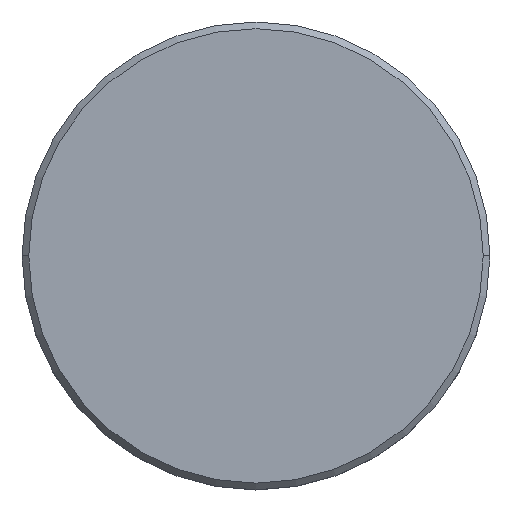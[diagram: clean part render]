
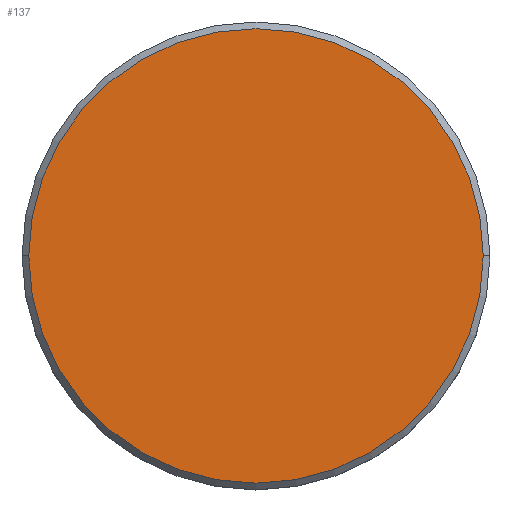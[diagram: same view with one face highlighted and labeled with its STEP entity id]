
A CAD part, top view. The second image highlights one B-rep face of the part: STEP entity #137.
In plain terms, the highlighted planar face has unit normal (0, 0, 1).
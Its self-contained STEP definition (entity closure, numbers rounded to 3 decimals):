
#5 = CARTESIAN_POINT ( 'NONE',  ( 17., 0., 0. ) ) ;
#92 = FACE_OUTER_BOUND ( 'NONE', #444, .T. ) ;
#137 = ADVANCED_FACE ( 'NONE', ( #92 ), #922, .T. ) ;
#141 = AXIS2_PLACEMENT_3D ( 'NONE', #305, #661, #1006 ) ;
#222 = DIRECTION ( 'NONE',  ( 0., 0., 1. ) ) ;
#305 = CARTESIAN_POINT ( 'NONE',  ( 0., 0., 0. ) ) ;
#322 = ORIENTED_EDGE ( 'NONE', *, *, #681, .T. ) ;
#419 = DIRECTION ( 'NONE',  ( 1., 0., 0. ) ) ;
#439 = VERTEX_POINT ( 'NONE', #5 ) ;
#444 = EDGE_LOOP ( 'NONE', ( #1089, #322 ) ) ;
#469 = AXIS2_PLACEMENT_3D ( 'NONE', #1038, #222, #419 ) ;
#634 = CARTESIAN_POINT ( 'NONE',  ( 0., 0., 0. ) ) ;
#646 = CIRCLE ( 'NONE', #469, 17. ) ;
#661 = DIRECTION ( 'NONE',  ( 0., 0., 1. ) ) ;
#668 = CIRCLE ( 'NONE', #141, 17. ) ;
#681 = EDGE_CURVE ( 'NONE', #439, #947, #646, .T. ) ;
#819 = DIRECTION ( 'NONE',  ( 0., 0., 1. ) ) ;
#832 = DIRECTION ( 'NONE',  ( 1., 0., 0. ) ) ;
#922 = PLANE ( 'NONE',  #990 ) ;
#947 = VERTEX_POINT ( 'NONE', #950 ) ;
#950 = CARTESIAN_POINT ( 'NONE',  ( -17., 0., 0. ) ) ;
#990 = AXIS2_PLACEMENT_3D ( 'NONE', #634, #819, #832 ) ;
#1006 = DIRECTION ( 'NONE',  ( 1., 0., 0. ) ) ;
#1007 = EDGE_CURVE ( 'NONE', #947, #439, #668, .T. ) ;
#1038 = CARTESIAN_POINT ( 'NONE',  ( 0., 0., 0. ) ) ;
#1089 = ORIENTED_EDGE ( 'NONE', *, *, #1007, .T. ) ;
